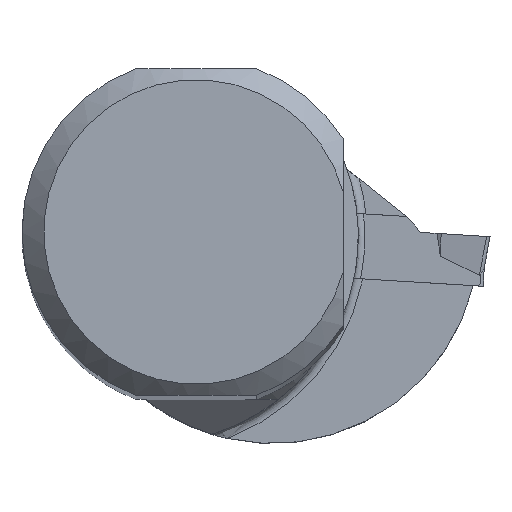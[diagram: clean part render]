
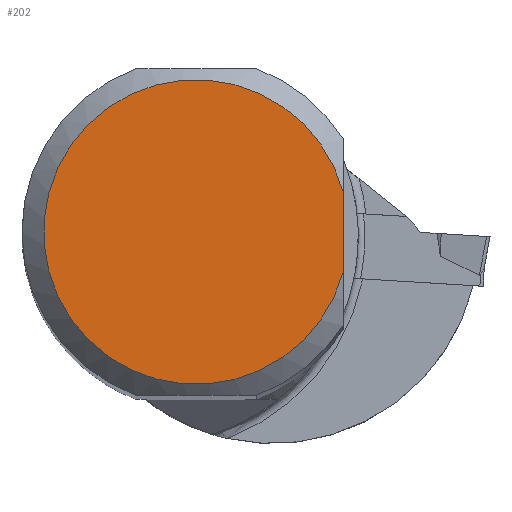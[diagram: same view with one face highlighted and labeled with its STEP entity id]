
A CAD part, top view. The second image highlights one B-rep face of the part: STEP entity #202.
In plain terms, the highlighted planar face has unit normal (0, 0, 1).
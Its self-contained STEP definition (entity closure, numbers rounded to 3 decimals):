
#164=CIRCLE('',#1506,14.);
#202=ADVANCED_FACE('',(#305),#257,.F.);
#257=PLANE('',#1515);
#305=FACE_OUTER_BOUND('',#375,.T.);
#375=EDGE_LOOP('',(#625,#626));
#625=ORIENTED_EDGE('',*,*,#1099,.T.);
#626=ORIENTED_EDGE('',*,*,#1053,.T.);
#918=VERTEX_POINT('',#2038);
#919=VERTEX_POINT('',#2040);
#1053=EDGE_CURVE('',#919,#918,#1228,.T.);
#1099=EDGE_CURVE('',#918,#919,#164,.T.);
#1228=LINE('',#2039,#1324);
#1324=VECTOR('',#1634,1.);
#1506=AXIS2_PLACEMENT_3D('',#2218,#1693,#1694);
#1515=AXIS2_PLACEMENT_3D('',#2240,#1713,#1714);
#1634=DIRECTION('',(0.,1.,0.));
#1693=DIRECTION('',(0.,0.,1.));
#1694=DIRECTION('',(0.,1.,0.));
#1713=DIRECTION('',(0.,0.,-1.));
#1714=DIRECTION('',(0.,1.,0.));
#2038=CARTESIAN_POINT('',(13.5,3.708,0.));
#2039=CARTESIAN_POINT('',(13.5,-50.,0.));
#2040=CARTESIAN_POINT('',(13.5,-3.708,0.));
#2218=CARTESIAN_POINT('',(0.,0.,0.));
#2240=CARTESIAN_POINT('',(0.,0.,0.));
